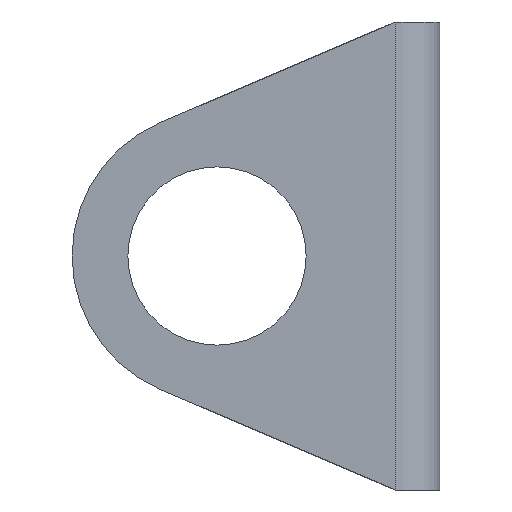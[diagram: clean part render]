
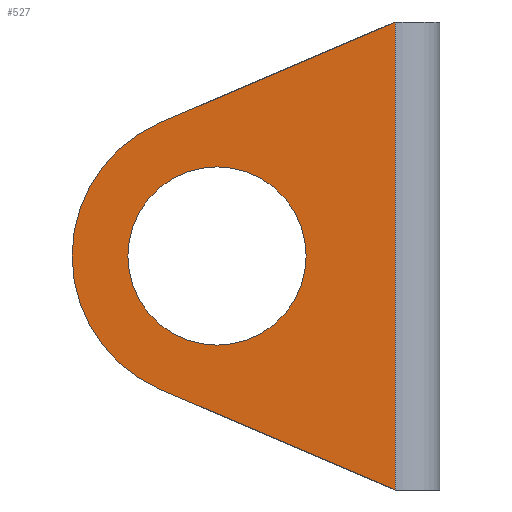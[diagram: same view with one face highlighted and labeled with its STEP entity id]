
A CAD part, left-side view. The second image highlights one B-rep face of the part: STEP entity #527.
In plain terms, the highlighted planar face has unit normal (-1, 0, 0).
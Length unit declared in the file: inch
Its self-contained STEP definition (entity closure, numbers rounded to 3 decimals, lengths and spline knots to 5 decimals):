
#19 = ORIENTED_EDGE ( 'NONE', *, *, #528, .T. ) ;
#36 = ORIENTED_EDGE ( 'NONE', *, *, #47, .T. ) ;
#47 = EDGE_CURVE ( 'NONE', #129, #176, #190, .T. ) ;
#51 = DIRECTION ( 'NONE',  ( 0., 0., -1. ) ) ;
#59 = DIRECTION ( 'NONE',  ( 0., -0.919, -0.394 ) ) ;
#89 = DIRECTION ( 'NONE',  ( 0., 1., 0. ) ) ;
#102 = VECTOR ( 'NONE', #542, 39.37008 ) ;
#129 = VERTEX_POINT ( 'NONE', #395 ) ;
#137 = CIRCLE ( 'NONE', #480, 0.51181 ) ;
#139 = FACE_OUTER_BOUND ( 'NONE', #461, .T. ) ;
#176 = VERTEX_POINT ( 'NONE', #197 ) ;
#178 = CARTESIAN_POINT ( 'NONE',  ( 0., 0.2016, 0.47043 ) ) ;
#179 = ORIENTED_EDGE ( 'NONE', *, *, #346, .T. ) ;
#190 = CIRCLE ( 'NONE', #533, 0.31496 ) ;
#197 = CARTESIAN_POINT ( 'NONE',  ( 0., 0., 0.31496 ) ) ;
#204 = CARTESIAN_POINT ( 'NONE',  ( 0., 0., 0. ) ) ;
#215 = EDGE_CURVE ( 'NONE', #304, #414, #137, .T. ) ;
#218 = ORIENTED_EDGE ( 'NONE', *, *, #610, .T. ) ;
#221 = LINE ( 'NONE', #604, #102 ) ;
#238 = CARTESIAN_POINT ( 'NONE',  ( 0., 0., 0. ) ) ;
#255 = EDGE_CURVE ( 'NONE', #567, #473, #221, .T. ) ;
#284 = DIRECTION ( 'NONE',  ( 1., 0., 0. ) ) ;
#304 = VERTEX_POINT ( 'NONE', #351 ) ;
#314 = CARTESIAN_POINT ( 'NONE',  ( 0., 0.2016, -0.47043 ) ) ;
#315 = ORIENTED_EDGE ( 'NONE', *, *, #215, .F. ) ;
#318 = CARTESIAN_POINT ( 'NONE',  ( 0., -0.62992, -0.82677 ) ) ;
#331 = VECTOR ( 'NONE', #59, 39.37008 ) ;
#332 = DIRECTION ( 'NONE',  ( 0., 0., -1. ) ) ;
#333 = CIRCLE ( 'NONE', #420, 0.31496 ) ;
#338 = DIRECTION ( 'NONE',  ( 0., 0., -1. ) ) ;
#339 = CARTESIAN_POINT ( 'NONE',  ( 0., 0., 0. ) ) ;
#346 = EDGE_CURVE ( 'NONE', #304, #473, #504, .T. ) ;
#351 = CARTESIAN_POINT ( 'NONE',  ( 0., 0.2016, -0.47043 ) ) ;
#368 = FACE_BOUND ( 'NONE', #517, .T. ) ;
#395 = CARTESIAN_POINT ( 'NONE',  ( 0., 0., -0.31496 ) ) ;
#400 = VECTOR ( 'NONE', #464, 39.37008 ) ;
#413 = CARTESIAN_POINT ( 'NONE',  ( 0., 0.7874, 0.82677 ) ) ;
#414 = VERTEX_POINT ( 'NONE', #178 ) ;
#416 = LINE ( 'NONE', #620, #400 ) ;
#420 = AXIS2_PLACEMENT_3D ( 'NONE', #339, #428, #51 ) ;
#423 = PLANE ( 'NONE',  #580 ) ;
#428 = DIRECTION ( 'NONE',  ( 1., 0., 0. ) ) ;
#461 = EDGE_LOOP ( 'NONE', ( #19, #315, #179, #611 ) ) ;
#464 = DIRECTION ( 'NONE',  ( 0., 0.919, -0.394 ) ) ;
#473 = VERTEX_POINT ( 'NONE', #318 ) ;
#480 = AXIS2_PLACEMENT_3D ( 'NONE', #204, #492, #338 ) ;
#492 = DIRECTION ( 'NONE',  ( 1., 0., 0. ) ) ;
#504 = LINE ( 'NONE', #314, #331 ) ;
#517 = EDGE_LOOP ( 'NONE', ( #218, #36 ) ) ;
#527 = ADVANCED_FACE ( 'NONE', ( #139, #368 ), #423, .F. ) ;
#528 = EDGE_CURVE ( 'NONE', #567, #414, #416, .T. ) ;
#533 = AXIS2_PLACEMENT_3D ( 'NONE', #238, #284, #332 ) ;
#542 = DIRECTION ( 'NONE',  ( 0., 0., -1. ) ) ;
#560 = DIRECTION ( 'NONE',  ( 1., 0., 0. ) ) ;
#567 = VERTEX_POINT ( 'NONE', #578 ) ;
#578 = CARTESIAN_POINT ( 'NONE',  ( 0., -0.62992, 0.82677 ) ) ;
#580 = AXIS2_PLACEMENT_3D ( 'NONE', #413, #560, #89 ) ;
#604 = CARTESIAN_POINT ( 'NONE',  ( 0., -0.62992, 0.82677 ) ) ;
#610 = EDGE_CURVE ( 'NONE', #176, #129, #333, .T. ) ;
#611 = ORIENTED_EDGE ( 'NONE', *, *, #255, .F. ) ;
#620 = CARTESIAN_POINT ( 'NONE',  ( 0., -0.62992, 0.82677 ) ) ;
